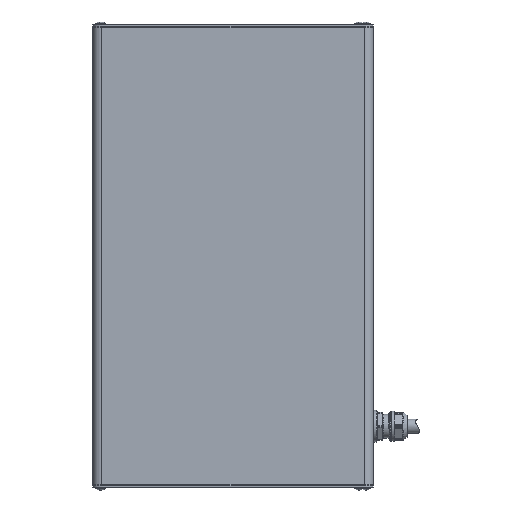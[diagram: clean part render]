
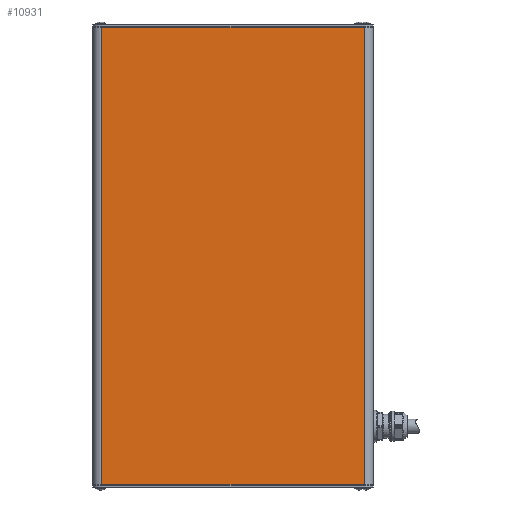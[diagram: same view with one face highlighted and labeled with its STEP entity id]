
A CAD part, front view. The second image highlights one B-rep face of the part: STEP entity #10931.
In plain terms, the highlighted planar face has unit normal (0, -1, 0).
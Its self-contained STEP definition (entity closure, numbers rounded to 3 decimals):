
#1881 = EDGE_CURVE ( 'NONE', #23538, #8495, #39870, .T. ) ;
#1908 = ORIENTED_EDGE ( 'NONE', *, *, #22825, .F. ) ;
#4665 = CARTESIAN_POINT ( 'NONE',  ( -112., 0., 500. ) ) ;
#8070 = CARTESIAN_POINT ( 'NONE',  ( 120., 0., -195.5 ) ) ;
#8372 = CARTESIAN_POINT ( 'NONE',  ( 112., 0., 500. ) ) ;
#8495 = VERTEX_POINT ( 'NONE', #41144 ) ;
#9948 = CARTESIAN_POINT ( 'NONE',  ( 98.2, 0., 500. ) ) ;
#10931 = ADVANCED_FACE ( 'NONE', ( #41209 ), #12649, .F. ) ;
#12649 = PLANE ( 'NONE',  #18730 ) ;
#14314 = DIRECTION ( 'NONE',  ( -1., 0., 0. ) ) ;
#14962 = VECTOR ( 'NONE', #27538, 1000. ) ;
#14976 = EDGE_CURVE ( 'NONE', #31858, #8495, #17252, .T. ) ;
#15212 = LINE ( 'NONE', #8372, #39632 ) ;
#15957 = CARTESIAN_POINT ( 'NONE',  ( 120., 0., 195.5 ) ) ;
#17252 = LINE ( 'NONE', #8070, #38746 ) ;
#18730 = AXIS2_PLACEMENT_3D ( 'NONE', #9948, #37875, #25155 ) ;
#19315 = DIRECTION ( 'NONE',  ( 1., 0., 0. ) ) ;
#22106 = VERTEX_POINT ( 'NONE', #26176 ) ;
#22825 = EDGE_CURVE ( 'NONE', #22106, #31858, #15212, .T. ) ;
#23538 = VERTEX_POINT ( 'NONE', #39512 ) ;
#25155 = DIRECTION ( 'NONE',  ( -1., 0., 0. ) ) ;
#26176 = CARTESIAN_POINT ( 'NONE',  ( 112., 0., 195.5 ) ) ;
#27538 = DIRECTION ( 'NONE',  ( 0., 0., -1. ) ) ;
#28070 = EDGE_LOOP ( 'NONE', ( #32203, #38527, #1908, #28907 ) ) ;
#28907 = ORIENTED_EDGE ( 'NONE', *, *, #39696, .F. ) ;
#30272 = CARTESIAN_POINT ( 'NONE',  ( 112., 0., -195.5 ) ) ;
#30485 = DIRECTION ( 'NONE',  ( 0., 0., -1. ) ) ;
#31858 = VERTEX_POINT ( 'NONE', #30272 ) ;
#32203 = ORIENTED_EDGE ( 'NONE', *, *, #1881, .T. ) ;
#32228 = LINE ( 'NONE', #15957, #38211 ) ;
#37875 = DIRECTION ( 'NONE',  ( 0., 1., 0. ) ) ;
#38211 = VECTOR ( 'NONE', #19315, 1000. ) ;
#38527 = ORIENTED_EDGE ( 'NONE', *, *, #14976, .F. ) ;
#38746 = VECTOR ( 'NONE', #14314, 1000. ) ;
#39512 = CARTESIAN_POINT ( 'NONE',  ( -112., 0., 195.5 ) ) ;
#39632 = VECTOR ( 'NONE', #30485, 1000. ) ;
#39696 = EDGE_CURVE ( 'NONE', #23538, #22106, #32228, .T. ) ;
#39870 = LINE ( 'NONE', #4665, #14962 ) ;
#41144 = CARTESIAN_POINT ( 'NONE',  ( -112., 0., -195.5 ) ) ;
#41209 = FACE_OUTER_BOUND ( 'NONE', #28070, .T. ) ;
